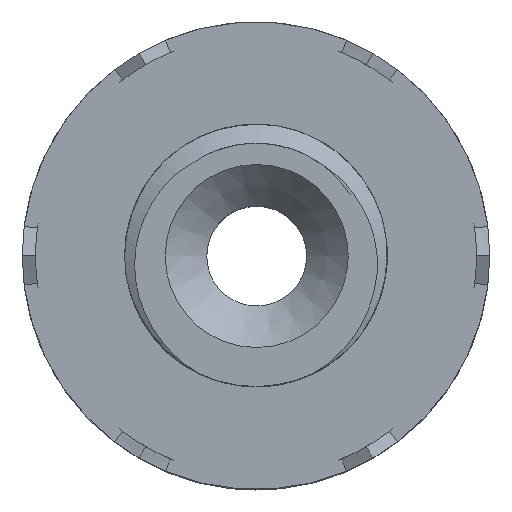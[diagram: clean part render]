
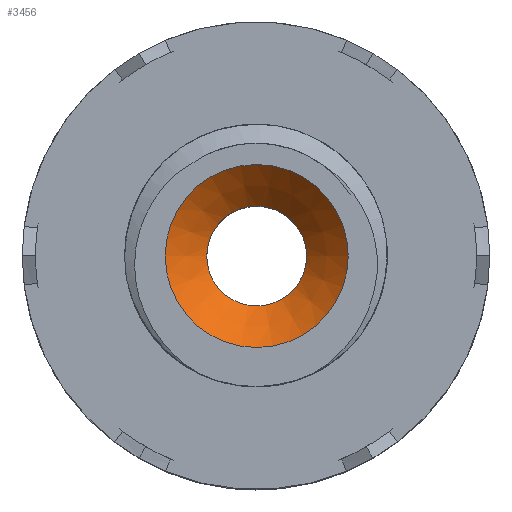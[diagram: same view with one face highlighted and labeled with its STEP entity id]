
A CAD part, top view. The second image highlights one B-rep face of the part: STEP entity #3456.
In plain terms, the highlighted conical face has half-angle 45 degrees and reference radius 2.125 mm.
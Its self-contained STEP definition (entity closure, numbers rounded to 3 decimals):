
#216=CONICAL_SURFACE('',#3717,2.125,0.785);
#238=FACE_OUTER_BOUND('',#461,.T.);
#461=EDGE_LOOP('',(#2375,#2376,#2377,#2378));
#716=CIRCLE('',#3718,2.75);
#717=CIRCLE('',#3719,1.5);
#1212=LINE('',#4635,#1282);
#1282=VECTOR('',#3925,2.125);
#1391=VERTEX_POINT('',#4632);
#1392=VERTEX_POINT('',#4634);
#1783=EDGE_CURVE('',#1391,#1391,#716,.T.);
#1784=EDGE_CURVE('',#1391,#1392,#1212,.T.);
#1785=EDGE_CURVE('',#1392,#1392,#717,.T.);
#2375=ORIENTED_EDGE('',*,*,#1783,.F.);
#2376=ORIENTED_EDGE('',*,*,#1784,.T.);
#2377=ORIENTED_EDGE('',*,*,#1785,.T.);
#2378=ORIENTED_EDGE('',*,*,#1784,.F.);
#3456=ADVANCED_FACE('',(#238),#216,.F.);
#3717=AXIS2_PLACEMENT_3D('',#4631,#3921,#3922);
#3718=AXIS2_PLACEMENT_3D('',#4633,#3923,#3924);
#3719=AXIS2_PLACEMENT_3D('',#4636,#3926,#3927);
#3921=DIRECTION('center_axis',(0.,0.,1.));
#3922=DIRECTION('ref_axis',(1.,0.,0.));
#3923=DIRECTION('center_axis',(0.,0.,-1.));
#3924=DIRECTION('ref_axis',(1.,0.,0.));
#3925=DIRECTION('',(0.707,0.,-0.707));
#3926=DIRECTION('center_axis',(0.,0.,-1.));
#3927=DIRECTION('ref_axis',(1.,0.,0.));
#4631=CARTESIAN_POINT('Origin',(0.021,-0.018,
14.875));
#4632=CARTESIAN_POINT('',(-2.729,-0.018,15.5));
#4633=CARTESIAN_POINT('Origin',(0.021,-0.018,
15.5));
#4634=CARTESIAN_POINT('',(-1.479,-0.018,14.25));
#4635=CARTESIAN_POINT('',(-2.104,-0.018,14.875));
#4636=CARTESIAN_POINT('Origin',(0.021,-0.018,
14.25));
